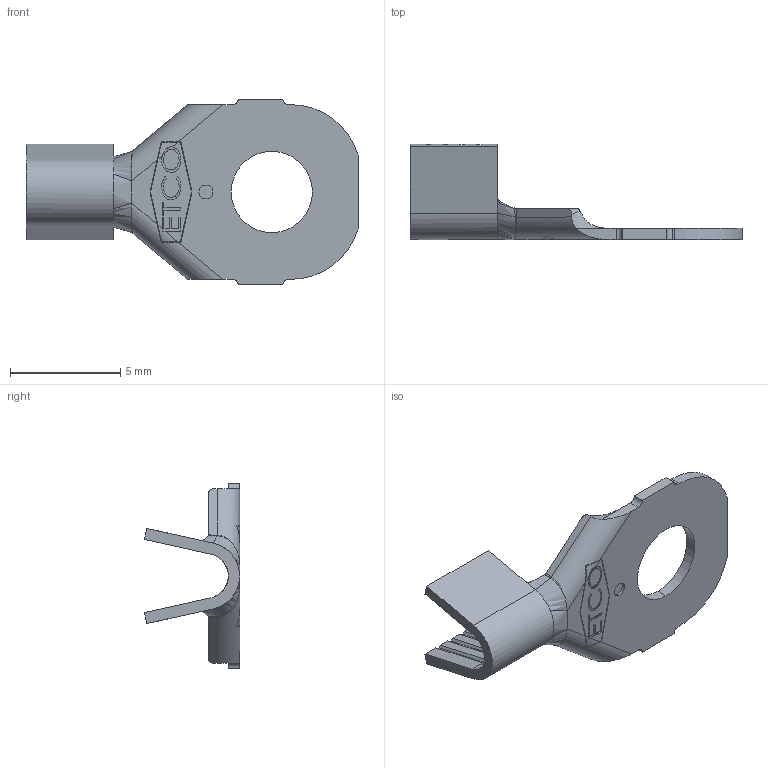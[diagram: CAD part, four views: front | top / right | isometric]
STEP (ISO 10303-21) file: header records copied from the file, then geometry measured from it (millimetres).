
FILE_DESCRIPTION (( 'STEP AP203' ), '1' );
FILE_NAME ('01838.STEP', '2015-02-17T13:48:44', ( '' ), ( '' ), 'SwSTEP 2.0', 'SolidWorks 2014', '' );
FILE_SCHEMA (( 'CONFIG_CONTROL_DESIGN' ));
Length unit declared in the file: inch
Products named in the file (1): 01838
Bounding box: 15.06 x 4.32 x 8.43 mm (x, y, z)
Volume: 54.5 mm3; surface area: 257.7 mm2
Topology: 1 solids, 1 shells, 181 faces, 472 edges, 294 vertices
Faces by surface type: plane 99, bspline 47, cylinder 27, cone 8
Entity records: 7389 total; most frequent: CARTESIAN_POINT 3271, ORIENTED_EDGE 936, DIRECTION 676, EDGE_CURVE 468, VECTOR 310, LINE 310, VERTEX_POINT 294, EDGE_LOOP 188
